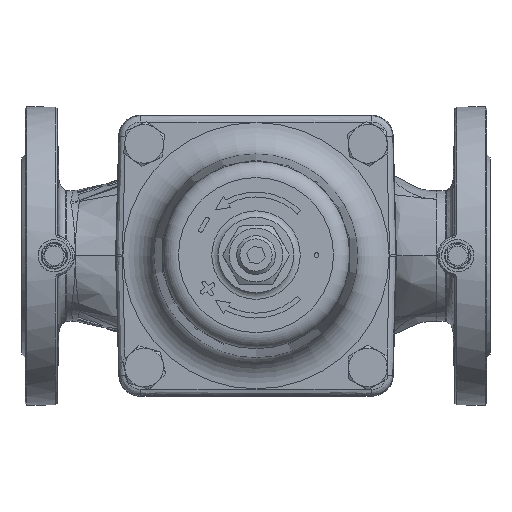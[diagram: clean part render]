
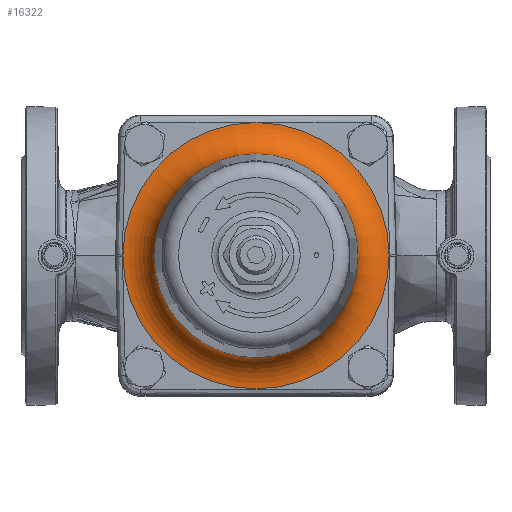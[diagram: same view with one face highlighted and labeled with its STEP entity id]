
A CAD part, top view. The second image highlights one B-rep face of the part: STEP entity #16322.
In plain terms, the highlighted toroidal (fillet/blend) face has major radius 83.039 mm and minor radius 20 mm.
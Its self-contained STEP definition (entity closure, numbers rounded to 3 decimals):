
#56=TOROIDAL_SURFACE('',#17604,83.039,20.);
#3711=FACE_OUTER_BOUND('',#4812,.T.);
#4812=EDGE_LOOP('',(#11851,#11852,#11853,#11854,#11855,#11856));
#5825=CIRCLE('',#17430,82.515);
#5826=CIRCLE('',#17431,82.515);
#5877=CIRCLE('',#17576,63.045);
#5878=CIRCLE('',#17577,63.045);
#5895=CIRCLE('',#17605,20.);
#6726=VERTEX_POINT('',#24374);
#6727=VERTEX_POINT('',#24375);
#6912=VERTEX_POINT('',#25196);
#6913=VERTEX_POINT('',#25198);
#8418=EDGE_CURVE('',#6726,#6727,#5825,.T.);
#8419=EDGE_CURVE('',#6727,#6726,#5826,.T.);
#8694=EDGE_CURVE('',#6913,#6912,#5877,.T.);
#8695=EDGE_CURVE('',#6912,#6913,#5878,.T.);
#8727=EDGE_CURVE('',#6726,#6913,#5895,.T.);
#11851=ORIENTED_EDGE('',*,*,#8418,.T.);
#11852=ORIENTED_EDGE('',*,*,#8419,.T.);
#11853=ORIENTED_EDGE('',*,*,#8727,.T.);
#11854=ORIENTED_EDGE('',*,*,#8694,.T.);
#11855=ORIENTED_EDGE('',*,*,#8695,.T.);
#11856=ORIENTED_EDGE('',*,*,#8727,.F.);
#16322=ADVANCED_FACE('',(#3711),#56,.F.);
#17430=AXIS2_PLACEMENT_3D('',#24376,#19353,#19354);
#17431=AXIS2_PLACEMENT_3D('',#24377,#19355,#19356);
#17576=AXIS2_PLACEMENT_3D('',#25199,#19790,#19791);
#17577=AXIS2_PLACEMENT_3D('',#25200,#19792,#19793);
#17604=AXIS2_PLACEMENT_3D('',#25596,#19854,#19855);
#17605=AXIS2_PLACEMENT_3D('',#25597,#19856,#19857);
#19353=DIRECTION('center_axis',(0.,0.,1.));
#19354=DIRECTION('ref_axis',(0.,-1.,0.));
#19355=DIRECTION('center_axis',(0.,0.,1.));
#19356=DIRECTION('ref_axis',(0.,-1.,0.));
#19790=DIRECTION('center_axis',(0.,0.,-1.));
#19791=DIRECTION('ref_axis',(0.,-1.,0.));
#19792=DIRECTION('center_axis',(0.,0.,-1.));
#19793=DIRECTION('ref_axis',(0.,-1.,0.));
#19854=DIRECTION('center_axis',(0.,0.,1.));
#19855=DIRECTION('ref_axis',(-1.,0.,0.));
#19856=DIRECTION('center_axis',(0.,1.,0.));
#19857=DIRECTION('ref_axis',(1.,0.,0.));
#24374=CARTESIAN_POINT('',(82.515,0.,104.113));
#24375=CARTESIAN_POINT('',(0.,-82.515,104.113));
#24376=CARTESIAN_POINT('Origin',(0.,0.,
104.113));
#24377=CARTESIAN_POINT('Origin',(0.,0.,
104.113));
#25196=CARTESIAN_POINT('',(0.,-63.045,123.582));
#25198=CARTESIAN_POINT('',(63.045,0.,123.582));
#25199=CARTESIAN_POINT('Origin',(0.,0.,
123.582));
#25200=CARTESIAN_POINT('Origin',(0.,0.,
123.582));
#25596=CARTESIAN_POINT('Origin',(0.,0.,
124.106));
#25597=CARTESIAN_POINT('Origin',(83.039,0.,
124.106));
